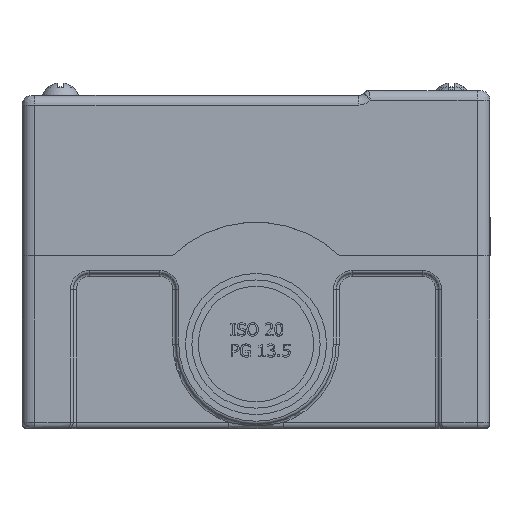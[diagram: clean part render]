
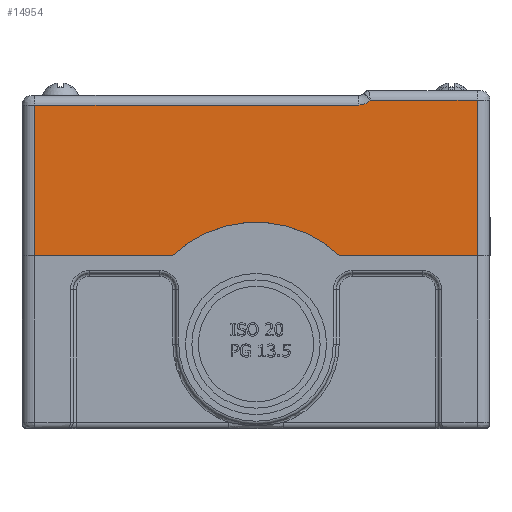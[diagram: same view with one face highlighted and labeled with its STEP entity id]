
A CAD part, front view. The second image highlights one B-rep face of the part: STEP entity #14954.
In plain terms, the highlighted planar face has unit normal (0, -1, 0).
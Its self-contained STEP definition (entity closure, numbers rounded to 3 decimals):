
#677=CIRCLE('',#15927,19.);
#683=CIRCLE('',#15936,2.5);
#2282=FACE_OUTER_BOUND('',#3198,.T.);
#3198=EDGE_LOOP('',(#13037,#13038,#13039,#13040,#13041,#13042,#13043,#13044));
#4361=LINE('',#26589,#5611);
#4367=LINE('',#26611,#5617);
#4368=LINE('',#26613,#5618);
#4369=LINE('',#26615,#5619);
#4370=LINE('',#26619,#5620);
#4371=LINE('',#26620,#5621);
#5611=VECTOR('',#18820,21.416);
#5617=VECTOR('',#18838,21.416);
#5618=VECTOR('',#18839,24.25);
#5619=VECTOR('',#18840,16.683);
#5620=VECTOR('',#18843,50.532);
#5621=VECTOR('',#18844,23.5);
#7026=VERTEX_POINT('',#26576);
#7027=VERTEX_POINT('',#26578);
#7030=VERTEX_POINT('',#26588);
#7040=VERTEX_POINT('',#26610);
#7041=VERTEX_POINT('',#26612);
#7042=VERTEX_POINT('',#26614);
#7043=VERTEX_POINT('',#26616);
#7044=VERTEX_POINT('',#26618);
#9073=EDGE_CURVE('',#7027,#7026,#677,.T.);
#9078=EDGE_CURVE('',#7030,#7027,#4361,.T.);
#9089=EDGE_CURVE('',#7026,#7040,#4367,.T.);
#9090=EDGE_CURVE('',#7041,#7040,#4368,.T.);
#9091=EDGE_CURVE('',#7042,#7041,#4369,.T.);
#9092=EDGE_CURVE('',#7043,#7042,#683,.T.);
#9093=EDGE_CURVE('',#7044,#7043,#4370,.T.);
#9094=EDGE_CURVE('',#7030,#7044,#4371,.T.);
#13037=ORIENTED_EDGE('',*,*,#9073,.T.);
#13038=ORIENTED_EDGE('',*,*,#9089,.T.);
#13039=ORIENTED_EDGE('',*,*,#9090,.F.);
#13040=ORIENTED_EDGE('',*,*,#9091,.F.);
#13041=ORIENTED_EDGE('',*,*,#9092,.F.);
#13042=ORIENTED_EDGE('',*,*,#9093,.F.);
#13043=ORIENTED_EDGE('',*,*,#9094,.F.);
#13044=ORIENTED_EDGE('',*,*,#9078,.T.);
#14176=PLANE('',#15935);
#14954=ADVANCED_FACE('',(#2282),#14176,.T.);
#15927=AXIS2_PLACEMENT_3D('',#26579,#18810,#18811);
#15935=AXIS2_PLACEMENT_3D('',#26609,#18836,#18837);
#15936=AXIS2_PLACEMENT_3D('',#26617,#18841,#18842);
#18810=DIRECTION('center_axis',(0.,1.,0.));
#18811=DIRECTION('ref_axis',(0.689,0.,0.725));
#18820=DIRECTION('',(1.,0.,0.));
#18836=DIRECTION('center_axis',(0.,-1.,0.));
#18837=DIRECTION('ref_axis',(1.,0.,0.));
#18838=DIRECTION('',(1.,0.,0.));
#18839=DIRECTION('',(0.,0.,-1.));
#18840=DIRECTION('',(1.,0.,0.));
#18841=DIRECTION('center_axis',(0.,-1.,0.));
#18842=DIRECTION('ref_axis',(0.433,0.,-0.901));
#18843=DIRECTION('',(1.,0.,0.));
#18844=DIRECTION('',(0.,0.,1.));
#26576=CARTESIAN_POINT('',(13.084,-96.5,0.));
#26578=CARTESIAN_POINT('',(-13.084,-96.5,0.));
#26579=CARTESIAN_POINT('Origin',(0.,-96.5,-13.777));
#26588=CARTESIAN_POINT('',(-34.5,-96.5,0.));
#26589=CARTESIAN_POINT('',(-36.5,-96.5,0.));
#26609=CARTESIAN_POINT('Origin',(-36.5,-96.5,0.));
#26610=CARTESIAN_POINT('',(34.5,-96.5,0.));
#26611=CARTESIAN_POINT('',(-36.5,-96.5,0.));
#26612=CARTESIAN_POINT('',(34.5,-96.5,24.25));
#26613=CARTESIAN_POINT('',(34.5,-96.5,0.));
#26614=CARTESIAN_POINT('',(17.817,-96.5,24.25));
#26615=CARTESIAN_POINT('',(-4.912,-96.5,24.25));
#26616=CARTESIAN_POINT('',(16.032,-96.5,23.5));
#26617=CARTESIAN_POINT('Origin',(16.032,-96.5,26.));
#26618=CARTESIAN_POINT('',(-34.5,-96.5,23.5));
#26619=CARTESIAN_POINT('',(-18.25,-96.5,23.5));
#26620=CARTESIAN_POINT('',(-34.5,-96.5,0.));
